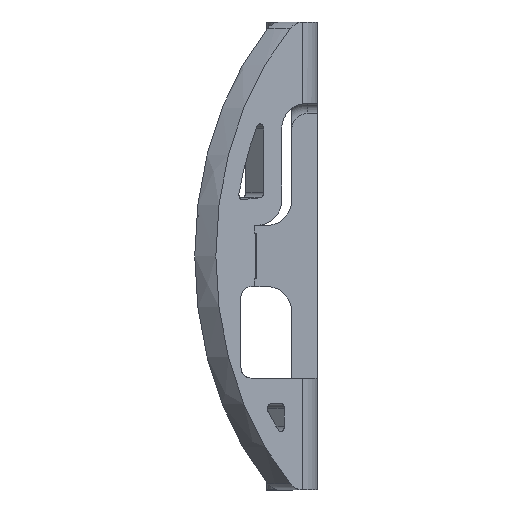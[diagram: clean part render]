
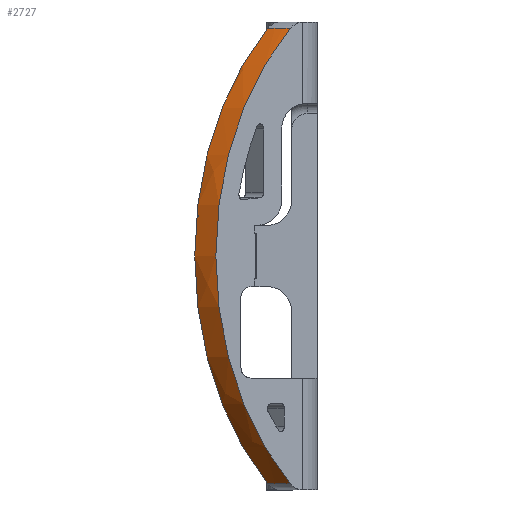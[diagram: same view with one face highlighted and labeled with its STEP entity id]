
A CAD part, left-side view. The second image highlights one B-rep face of the part: STEP entity #2727.
In plain terms, the highlighted spherical face has radius 60 mm.
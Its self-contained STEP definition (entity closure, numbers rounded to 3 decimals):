
#25=SPHERICAL_SURFACE('',#3035,60.);
#280=FACE_OUTER_BOUND('',#424,.T.);
#424=EDGE_LOOP('',(#2517,#2518,#2519,#2520));
#994=CIRCLE('',#2944,58.629);
#1020=CIRCLE('',#3008,59.497);
#1027=CIRCLE('',#3032,39.993);
#1028=CIRCLE('',#3034,39.993);
#1242=VERTEX_POINT('',#4609);
#1243=VERTEX_POINT('',#4620);
#1287=VERTEX_POINT('',#4835);
#1288=VERTEX_POINT('',#4846);
#1598=EDGE_CURVE('',#1242,#1243,#994,.T.);
#1679=EDGE_CURVE('',#1287,#1288,#1020,.T.);
#1705=EDGE_CURVE('',#1287,#1243,#1027,.T.);
#1706=EDGE_CURVE('',#1242,#1288,#1028,.T.);
#2517=ORIENTED_EDGE('',*,*,#1705,.T.);
#2518=ORIENTED_EDGE('',*,*,#1598,.F.);
#2519=ORIENTED_EDGE('',*,*,#1706,.T.);
#2520=ORIENTED_EDGE('',*,*,#1679,.F.);
#2727=ADVANCED_FACE('',(#280),#25,.T.);
#2944=AXIS2_PLACEMENT_3D('',#4621,#3604,#3605);
#3008=AXIS2_PLACEMENT_3D('',#4847,#3773,#3774);
#3032=AXIS2_PLACEMENT_3D('',#4931,#3832,#3833);
#3034=AXIS2_PLACEMENT_3D('',#4933,#3836,#3837);
#3035=AXIS2_PLACEMENT_3D('',#4934,#3838,#3839);
#3604=DIRECTION('center_axis',(-0.707,-0.707,0.));
#3605=DIRECTION('ref_axis',(0.,0.,-1.));
#3773=DIRECTION('center_axis',(0.707,0.707,0.));
#3774=DIRECTION('ref_axis',(0.,0.,1.));
#3832=DIRECTION('center_axis',(0.,0.,
1.));
#3833=DIRECTION('ref_axis',(-0.87,0.493,0.));
#3836=DIRECTION('center_axis',(0.,0.,
-1.));
#3837=DIRECTION('ref_axis',(-0.87,0.493,0.));
#3838=DIRECTION('center_axis',(0.,0.,-1.));
#3839=DIRECTION('ref_axis',(1.,0.,0.));
#4609=CARTESIAN_POINT('',(-75.321,-7.214,50.727));
#4620=CARTESIAN_POINT('',(-75.321,-7.214,-38.727));
#4621=CARTESIAN_POINT('Origin',(-48.518,-34.018,6.));
#4835=CARTESIAN_POINT('',(-72.725,-2.739,-38.727));
#4846=CARTESIAN_POINT('',(-72.725,-2.739,50.727));
#4847=CARTESIAN_POINT('Origin',(-44.982,-30.482,6.));
#4931=CARTESIAN_POINT('Origin',(-39.5,-25.,-38.727));
#4933=CARTESIAN_POINT('Origin',(-39.5,-25.,50.727));
#4934=CARTESIAN_POINT('Origin',(-39.5,-25.,6.));
